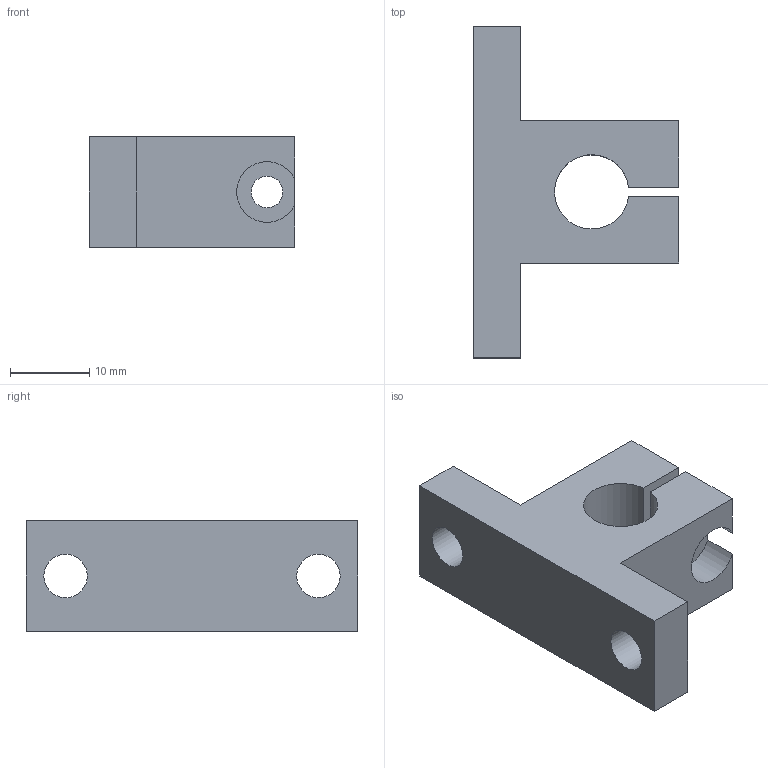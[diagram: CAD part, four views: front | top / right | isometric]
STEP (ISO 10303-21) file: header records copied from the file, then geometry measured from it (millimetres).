
FILE_DESCRIPTION(('FreeCAD Model'),'2;1');
FILE_NAME('sk8_pillowblock.step','2019-03-28T11:23:26',('Author'),('' ),'Open CASCADE STEP processor 7.2','FreeCAD','Unknown');
FILE_SCHEMA(('AUTOMOTIVE_DESIGN_CC2 { 1 2 10303 214 -1 1 5 4 }'));
Length unit declared in the file: millimetre
Products named in the file (1): sk8_pillow
Bounding box: 26 x 42 x 14 mm (x, y, z)
Volume: 6847.9 mm3; surface area: 3827 mm2
Topology: 1 solids, 1 shells, 20 faces, 54 edges, 36 vertices
Faces by surface type: plane 14, cylinder 6
Full cylindrical faces by diameter (mm): 4 x2, 5.5 x2
Entity records: 1355 total; most frequent: CARTESIAN_POINT 269, DIRECTION 186, LINE 112, VECTOR 112, ORIENTED_EDGE 108, PCURVE 108, DEFINITIONAL_REPRESENTATION 108, EDGE_CURVE 54
